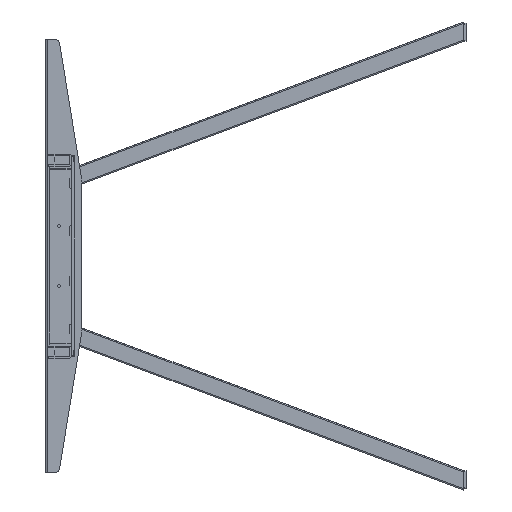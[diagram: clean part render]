
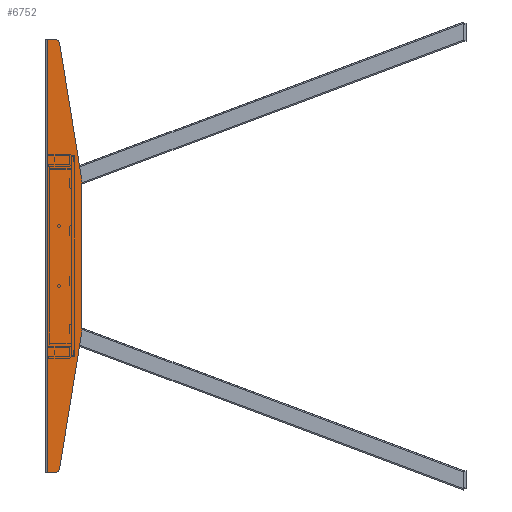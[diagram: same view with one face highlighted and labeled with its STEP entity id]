
A CAD part, left-side view. The second image highlights one B-rep face of the part: STEP entity #6752.
In plain terms, the highlighted planar face has unit normal (-1, 0, 0).
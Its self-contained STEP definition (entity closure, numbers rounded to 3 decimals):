
#293 = LINE ( 'NONE', #36714, #38159 ) ;
#750 = ORIENTED_EDGE ( 'NONE', *, *, #41366, .T. ) ;
#852 = DIRECTION ( 'NONE',  ( 0., 0., 1. ) ) ;
#1244 = DIRECTION ( 'NONE',  ( -1., 0., 0. ) ) ;
#2116 = AXIS2_PLACEMENT_3D ( 'NONE', #49497, #58748, #22363 ) ;
#3204 = AXIS2_PLACEMENT_3D ( 'NONE', #17887, #26835, #50222 ) ;
#4852 = ORIENTED_EDGE ( 'NONE', *, *, #50229, .T. ) ;
#5480 = VERTEX_POINT ( 'NONE', #52863 ) ;
#6023 = VECTOR ( 'NONE', #45567, 1000. ) ;
#6752 = ADVANCED_FACE ( 'NONE', ( #36470 ), #22154, .T. ) ;
#7007 = VERTEX_POINT ( 'NONE', #20355 ) ;
#7349 = CARTESIAN_POINT ( 'NONE',  ( -1794., 689.101, -121.066 ) ) ;
#7854 = ORIENTED_EDGE ( 'NONE', *, *, #12855, .F. ) ;
#8089 = LINE ( 'NONE', #22875, #55295 ) ;
#8347 = EDGE_CURVE ( 'NONE', #39475, #31403, #56328, .T. ) ;
#8674 = CIRCLE ( 'NONE', #3204, 10. ) ;
#9382 = CARTESIAN_POINT ( 'NONE',  ( -1794., 675.907, -351.703 ) ) ;
#9512 = CARTESIAN_POINT ( 'NONE',  ( -1794., 675.907, 351.503 ) ) ;
#9624 = CIRCLE ( 'NONE', #14408, 10. ) ;
#10589 = CIRCLE ( 'NONE', #33995, 50. ) ;
#10723 = ORIENTED_EDGE ( 'NONE', *, *, #55159, .F. ) ;
#11797 = LINE ( 'NONE', #50526, #6023 ) ;
#12855 = EDGE_CURVE ( 'NONE', #35283, #7007, #47586, .T. ) ;
#13449 = DIRECTION ( 'NONE',  ( -1., 0., 0. ) ) ;
#13641 = CARTESIAN_POINT ( 'NONE',  ( -1794., 700.101, -360.1 ) ) ;
#13997 = DIRECTION ( 'NONE',  ( 0., 0., -1. ) ) ;
#14408 = AXIS2_PLACEMENT_3D ( 'NONE', #55003, #13449, #49789 ) ;
#14447 = AXIS2_PLACEMENT_3D ( 'NONE', #51209, #1244, #852 ) ;
#14656 = CIRCLE ( 'NONE', #14447, 50. ) ;
#16575 = DIRECTION ( 'NONE',  ( 0., 0., 1. ) ) ;
#17887 = CARTESIAN_POINT ( 'NONE',  ( -1794., 685.778, -350.1 ) ) ;
#20062 = EDGE_LOOP ( 'NONE', ( #42726, #750, #37092, #4852, #10723, #32046, #7854, #31314, #30651, #41078 ) ) ;
#20355 = CARTESIAN_POINT ( 'NONE',  ( -1794., 685.778, 359.9 ) ) ;
#20682 = VERTEX_POINT ( 'NONE', #9512 ) ;
#21146 = VERTEX_POINT ( 'NONE', #42159 ) ;
#22154 = PLANE ( 'NONE',  #2116 ) ;
#22272 = CARTESIAN_POINT ( 'NONE',  ( -1794., 677.271, -360.1 ) ) ;
#22363 = DIRECTION ( 'NONE',  ( 0., 0., 1. ) ) ;
#22875 = CARTESIAN_POINT ( 'NONE',  ( -1794., 639.101, -125.1 ) ) ;
#23850 = EDGE_CURVE ( 'NONE', #20682, #7007, #9624, .T. ) ;
#24934 = CARTESIAN_POINT ( 'NONE',  ( -1794., 639.748, 128.882 ) ) ;
#26810 = DIRECTION ( 'NONE',  ( 0., 0.16, -0.987 ) ) ;
#26835 = DIRECTION ( 'NONE',  ( -1., 0., 0. ) ) ;
#29687 = CARTESIAN_POINT ( 'NONE',  ( -1794., 685.778, -360.1 ) ) ;
#29698 = DIRECTION ( 'NONE',  ( -1., 0., 0. ) ) ;
#30651 = ORIENTED_EDGE ( 'NONE', *, *, #8347, .F. ) ;
#30766 = EDGE_CURVE ( 'NONE', #39475, #52701, #8674, .T. ) ;
#31004 = VERTEX_POINT ( 'NONE', #24934 ) ;
#31314 = ORIENTED_EDGE ( 'NONE', *, *, #58452, .T. ) ;
#31403 = VERTEX_POINT ( 'NONE', #37639 ) ;
#32046 = ORIENTED_EDGE ( 'NONE', *, *, #23850, .T. ) ;
#33084 = EDGE_CURVE ( 'NONE', #21146, #33286, #8089, .T. ) ;
#33286 = VERTEX_POINT ( 'NONE', #37986 ) ;
#33995 = AXIS2_PLACEMENT_3D ( 'NONE', #7349, #29698, #16575 ) ;
#35283 = VERTEX_POINT ( 'NONE', #40216 ) ;
#36470 = FACE_OUTER_BOUND ( 'NONE', #20062, .T. ) ;
#36714 = CARTESIAN_POINT ( 'NONE',  ( -1794., 696.101, 359.9 ) ) ;
#37092 = ORIENTED_EDGE ( 'NONE', *, *, #33084, .F. ) ;
#37639 = CARTESIAN_POINT ( 'NONE',  ( -1794., 696.101, -360.1 ) ) ;
#37986 = CARTESIAN_POINT ( 'NONE',  ( -1794., 639.101, -121.066 ) ) ;
#38159 = VECTOR ( 'NONE', #13997, 1000. ) ;
#39475 = VERTEX_POINT ( 'NONE', #29687 ) ;
#40216 = CARTESIAN_POINT ( 'NONE',  ( -1794., 696.101, 359.9 ) ) ;
#40551 = VECTOR ( 'NONE', #45986, 1000. ) ;
#40890 = LINE ( 'NONE', #22272, #58096 ) ;
#41078 = ORIENTED_EDGE ( 'NONE', *, *, #30766, .T. ) ;
#41366 = EDGE_CURVE ( 'NONE', #5480, #33286, #10589, .T. ) ;
#42159 = CARTESIAN_POINT ( 'NONE',  ( -1794., 639.101, 120.866 ) ) ;
#42566 = VECTOR ( 'NONE', #56033, 1000. ) ;
#42726 = ORIENTED_EDGE ( 'NONE', *, *, #56392, .F. ) ;
#45567 = DIRECTION ( 'NONE',  ( 0., -0.16, -0.987 ) ) ;
#45986 = DIRECTION ( 'NONE',  ( 0., 1., 0. ) ) ;
#46615 = CARTESIAN_POINT ( 'NONE',  ( -1794., 677.271, 359.9 ) ) ;
#47586 = LINE ( 'NONE', #46615, #42566 ) ;
#49497 = CARTESIAN_POINT ( 'NONE',  ( -1794., 700.101, 359.9 ) ) ;
#49789 = DIRECTION ( 'NONE',  ( 0., 0., 1. ) ) ;
#50222 = DIRECTION ( 'NONE',  ( 0., 0., 1. ) ) ;
#50229 = EDGE_CURVE ( 'NONE', #21146, #31004, #14656, .T. ) ;
#50526 = CARTESIAN_POINT ( 'NONE',  ( -1794., 639.101, 124.9 ) ) ;
#51209 = CARTESIAN_POINT ( 'NONE',  ( -1794., 689.101, 120.866 ) ) ;
#52701 = VERTEX_POINT ( 'NONE', #9382 ) ;
#52863 = CARTESIAN_POINT ( 'NONE',  ( -1794., 639.748, -129.082 ) ) ;
#54668 = DIRECTION ( 'NONE',  ( 0., 0., -1. ) ) ;
#55003 = CARTESIAN_POINT ( 'NONE',  ( -1794., 685.778, 349.9 ) ) ;
#55159 = EDGE_CURVE ( 'NONE', #20682, #31004, #11797, .T. ) ;
#55295 = VECTOR ( 'NONE', #54668, 1000. ) ;
#56033 = DIRECTION ( 'NONE',  ( 0., -1., 0. ) ) ;
#56328 = LINE ( 'NONE', #13641, #40551 ) ;
#56392 = EDGE_CURVE ( 'NONE', #5480, #52701, #40890, .T. ) ;
#58096 = VECTOR ( 'NONE', #26810, 1000. ) ;
#58452 = EDGE_CURVE ( 'NONE', #35283, #31403, #293, .T. ) ;
#58748 = DIRECTION ( 'NONE',  ( -1., 0., 0. ) ) ;
